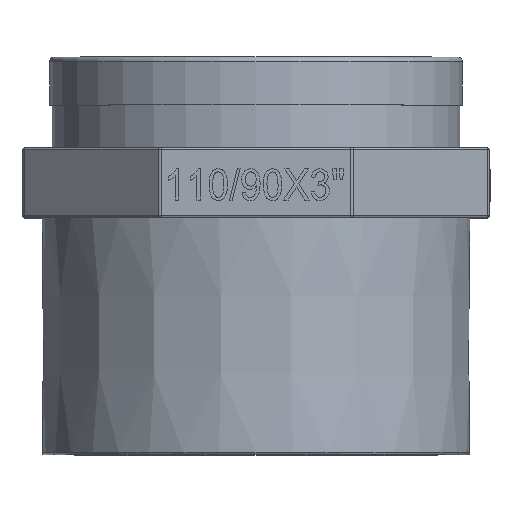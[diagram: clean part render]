
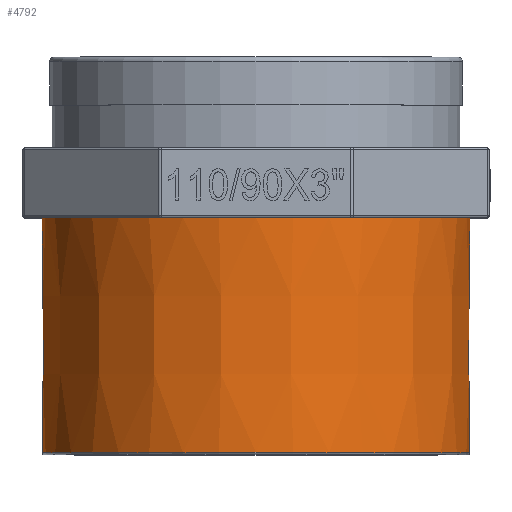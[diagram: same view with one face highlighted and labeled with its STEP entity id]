
A CAD part, top view. The second image highlights one B-rep face of the part: STEP entity #4792.
In plain terms, the highlighted conical face has half-angle 0.047 degrees and reference radius 55 mm.
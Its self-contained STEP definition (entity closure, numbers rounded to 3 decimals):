
#83=CONICAL_SURFACE('',#5134,55.,0.001);
#329=FACE_OUTER_BOUND('',#651,.T.);
#651=EDGE_LOOP('',(#3580,#3581,#3582,#3583,#3584));
#946=CIRCLE('',#5132,55.);
#947=CIRCLE('',#5133,55.);
#948=CIRCLE('',#5135,55.05);
#1334=LINE('',#11390,#1782);
#1782=VECTOR('',#5711,55.);
#2322=VERTEX_POINT('',#11382);
#2323=VERTEX_POINT('',#11384);
#2324=VERTEX_POINT('',#11388);
#2820=EDGE_CURVE('',#2322,#2323,#946,.T.);
#2821=EDGE_CURVE('',#2323,#2322,#947,.T.);
#2822=EDGE_CURVE('',#2324,#2324,#948,.T.);
#2823=EDGE_CURVE('',#2324,#2323,#1334,.T.);
#3580=ORIENTED_EDGE('',*,*,#2822,.T.);
#3581=ORIENTED_EDGE('',*,*,#2823,.T.);
#3582=ORIENTED_EDGE('',*,*,#2820,.F.);
#3583=ORIENTED_EDGE('',*,*,#2821,.F.);
#3584=ORIENTED_EDGE('',*,*,#2823,.F.);
#4792=ADVANCED_FACE('',(#329),#83,.T.);
#5132=AXIS2_PLACEMENT_3D('',#11385,#5703,#5704);
#5133=AXIS2_PLACEMENT_3D('',#11386,#5705,#5706);
#5134=AXIS2_PLACEMENT_3D('',#11387,#5707,#5708);
#5135=AXIS2_PLACEMENT_3D('',#11389,#5709,#5710);
#5703=DIRECTION('center_axis',(0.,-1.,0.));
#5704=DIRECTION('ref_axis',(0.,0.,-1.));
#5705=DIRECTION('center_axis',(0.,-1.,0.));
#5706=DIRECTION('ref_axis',(0.,0.,-1.));
#5707=DIRECTION('center_axis',(0.,1.,0.));
#5708=DIRECTION('ref_axis',(0.,0.,1.));
#5709=DIRECTION('center_axis',(0.,-1.,0.));
#5710=DIRECTION('ref_axis',(0.,0.,-1.));
#5711=DIRECTION('',(0.,-1.,0.001));
#11382=CARTESIAN_POINT('',(0.,-101.3,55.));
#11384=CARTESIAN_POINT('',(0.,-101.3,-55.));
#11385=CARTESIAN_POINT('Origin',(0.,-101.3,0.));
#11386=CARTESIAN_POINT('Origin',(0.,-101.3,0.));
#11387=CARTESIAN_POINT('Origin',(0.,-101.3,0.));
#11388=CARTESIAN_POINT('',(0.,-40.8,-55.05));
#11389=CARTESIAN_POINT('Origin',(0.,-40.8,0.));
#11390=CARTESIAN_POINT('',(0.,-101.3,-55.));
